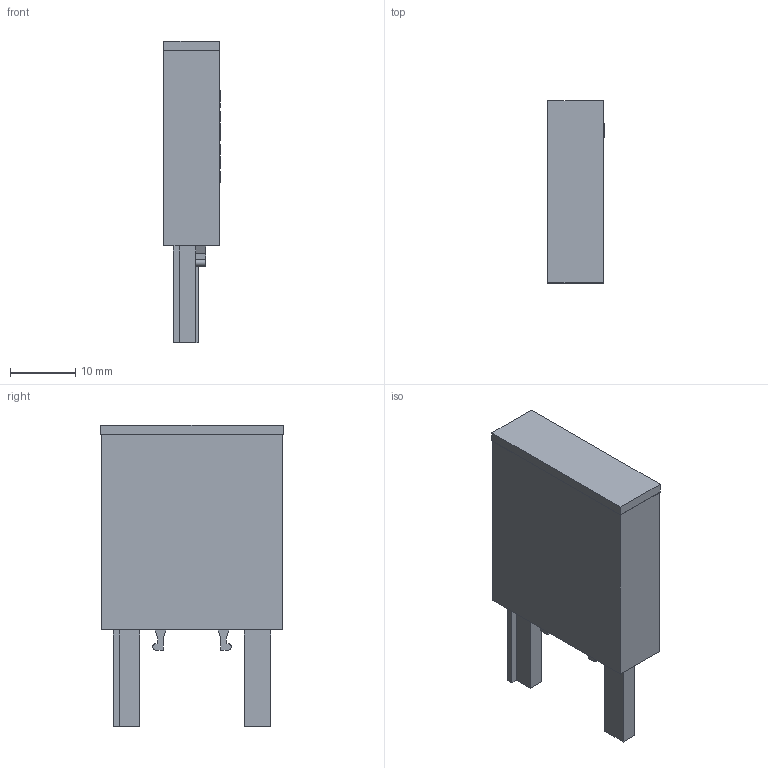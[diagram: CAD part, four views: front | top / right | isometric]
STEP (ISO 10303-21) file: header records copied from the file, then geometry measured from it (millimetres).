
FILE_DESCRIPTION(('STEP AP214'),'1');
FILE_NAME('cctmp_0B10E7C9-EFAE-4716-90BD-620CC9347076_2023_07_24_19_53_08_0010..stp','2023-07-24T17:53:08',('SIEMENS A&D'),('CADClick - www.CADClick.com'),'Spatial InterOp 3D postprocessed',' ','unknown authorization');
FILE_SCHEMA(('AUTOMOTIVE_DESIGN'));
Length unit declared in the file: millimetre
Products named in the file (1): 2023_07_24_19_53_07_0995
Bounding box: 8.7 x 28 x 46.4 mm (x, y, z)
Volume: 7862.8 mm3; surface area: 3310.7 mm2
Topology: 1 solids, 1 shells, 146 faces, 393 edges, 262 vertices
Faces by surface type: plane 110, cylinder 36
Entity records: 7641 total; most frequent: STYLED_ITEM 802, PRESENTATION_STYLE_ASSIGNMENT 802, CARTESIAN_POINT 802, ORIENTED_EDGE 786, DIRECTION 759, EDGE_CURVE 393, CURVE_STYLE 393, DRAUGHTING_PRE_DEFINED_CURVE_FONT 393
